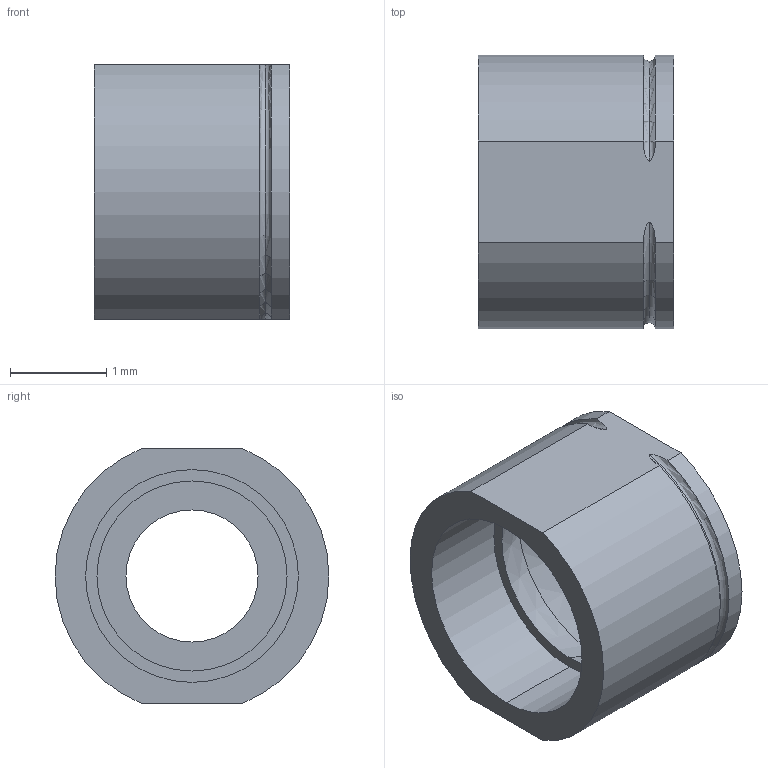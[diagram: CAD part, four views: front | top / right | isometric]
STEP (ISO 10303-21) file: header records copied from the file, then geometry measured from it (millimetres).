
FILE_DESCRIPTION (( 'STEP AP203' ), '1' );
FILE_NAME ('NNP-DWG-130-011-000 Balseal, Conductor.STEP', '2024-08-12T19:56:27', ( '' ), ( '' ), 'SwSTEP 2.0', 'SolidWorks 2024', '' );
FILE_SCHEMA (( 'CONFIG_CONTROL_DESIGN' ));
Length unit declared in the file: inch
Products named in the file (1): NNP-DWG-130-011-000 Balseal, Conductor
Bounding box: 2.03 x 2.84 x 2.64 mm (x, y, z)
Volume: 5.7 mm3; surface area: 41.3 mm2
Topology: 1 solids, 1 shells, 24 faces, 56 edges, 36 vertices
Faces by surface type: cylinder 8, cone 6, plane 6, torus 4
Entity records: 833 total; most frequent: CARTESIAN_POINT 189, DIRECTION 124, ORIENTED_EDGE 112, EDGE_CURVE 56, AXIS2_PLACEMENT_3D 51, VERTEX_POINT 36, EDGE_LOOP 28, CIRCLE 26
